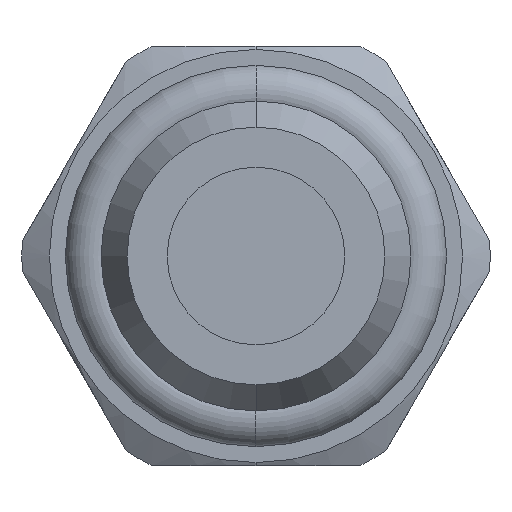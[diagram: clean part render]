
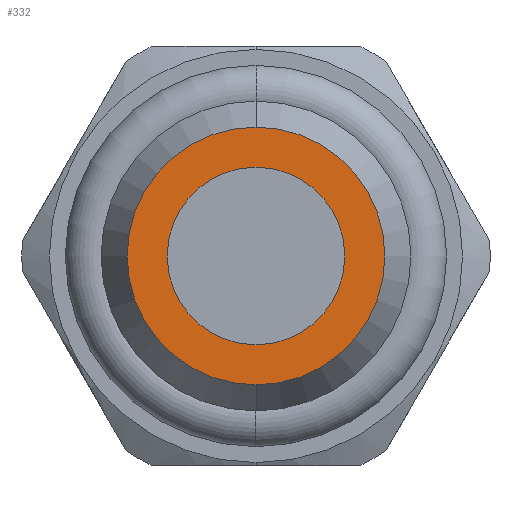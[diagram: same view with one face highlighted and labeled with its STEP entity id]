
A CAD part, front view. The second image highlights one B-rep face of the part: STEP entity #332.
In plain terms, the highlighted planar face has unit normal (0, -1, 0).
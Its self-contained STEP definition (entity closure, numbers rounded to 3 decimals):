
#270 = EDGE_CURVE ( 'NONE', #345, #410, #3436, .T. ) ;
#278 = ORIENTED_EDGE ( 'NONE', *, *, #270, .F. ) ;
#279 = EDGE_LOOP ( 'NONE', ( #303, #305 ) ) ;
#297 = VERTEX_POINT ( 'NONE', #3532 ) ;
#303 = ORIENTED_EDGE ( 'NONE', *, *, #304, .T. ) ;
#304 = EDGE_CURVE ( 'NONE', #297, #316, #1496, .T. ) ;
#305 = ORIENTED_EDGE ( 'NONE', *, *, #315, .T. ) ;
#310 = EDGE_LOOP ( 'NONE', ( #278, #419 ) ) ;
#315 = EDGE_CURVE ( 'NONE', #316, #297, #1633, .T. ) ;
#316 = VERTEX_POINT ( 'NONE', #1589 ) ;
#332 = ADVANCED_FACE ( 'NONE', ( #1534, #1533 ), #1628, .T. ) ;
#343 = EDGE_CURVE ( 'NONE', #410, #345, #1484, .T. ) ;
#345 = VERTEX_POINT ( 'NONE', #1486 ) ;
#410 = VERTEX_POINT ( 'NONE', #1692 ) ;
#419 = ORIENTED_EDGE ( 'NONE', *, *, #343, .F. ) ;
#1480 = DIRECTION ( 'NONE',  ( 0., 0., -1. ) ) ;
#1482 = CARTESIAN_POINT ( 'NONE',  ( 0., 0., 0. ) ) ;
#1483 = AXIS2_PLACEMENT_3D ( 'NONE', #1482, #1488, #1487 ) ;
#1484 = CIRCLE ( 'NONE', #1483, 2.75 ) ;
#1486 = CARTESIAN_POINT ( 'NONE',  ( 0., 0., -2.75 ) ) ;
#1487 = DIRECTION ( 'NONE',  ( 0., 0., -1. ) ) ;
#1488 = DIRECTION ( 'NONE',  ( 0., -1., 0. ) ) ;
#1496 = CIRCLE ( 'NONE', #1521, 3.992 ) ;
#1521 = AXIS2_PLACEMENT_3D ( 'NONE', #1632, #1634, #1529 ) ;
#1522 = DIRECTION ( 'NONE',  ( 0., 0., -1. ) ) ;
#1523 = DIRECTION ( 'NONE',  ( 0., -1., 0. ) ) ;
#1524 = CARTESIAN_POINT ( 'NONE',  ( 0., 0., 0. ) ) ;
#1525 = AXIS2_PLACEMENT_3D ( 'NONE', #1524, #1523, #1522 ) ;
#1529 = DIRECTION ( 'NONE',  ( 0., 0., -1. ) ) ;
#1532 = AXIS2_PLACEMENT_3D ( 'NONE', #1603, #1629, #1480 ) ;
#1533 = FACE_OUTER_BOUND ( 'NONE', #279, .T. ) ;
#1534 = FACE_BOUND ( 'NONE', #310, .T. ) ;
#1589 = CARTESIAN_POINT ( 'NONE',  ( 0., 0., -3.992 ) ) ;
#1603 = CARTESIAN_POINT ( 'NONE',  ( 2.75, 0., 0. ) ) ;
#1628 = PLANE ( 'NONE',  #1532 ) ;
#1629 = DIRECTION ( 'NONE',  ( 0., -1., 0. ) ) ;
#1632 = CARTESIAN_POINT ( 'NONE',  ( 0., 0., 0. ) ) ;
#1633 = CIRCLE ( 'NONE', #1525, 3.992 ) ;
#1634 = DIRECTION ( 'NONE',  ( 0., -1., 0. ) ) ;
#1692 = CARTESIAN_POINT ( 'NONE',  ( 0., 0., 2.75 ) ) ;
#3429 = DIRECTION ( 'NONE',  ( 0., 0., -1. ) ) ;
#3433 = DIRECTION ( 'NONE',  ( 0., -1., 0. ) ) ;
#3434 = CARTESIAN_POINT ( 'NONE',  ( 0., 0., 0. ) ) ;
#3435 = AXIS2_PLACEMENT_3D ( 'NONE', #3434, #3433, #3429 ) ;
#3436 = CIRCLE ( 'NONE', #3435, 2.75 ) ;
#3532 = CARTESIAN_POINT ( 'NONE',  ( 0., 0., 3.992 ) ) ;
